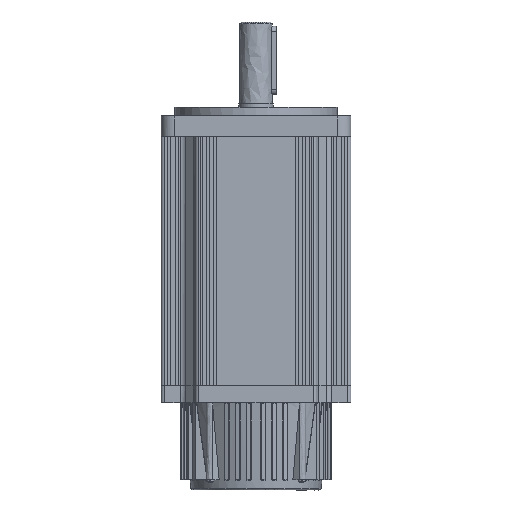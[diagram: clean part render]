
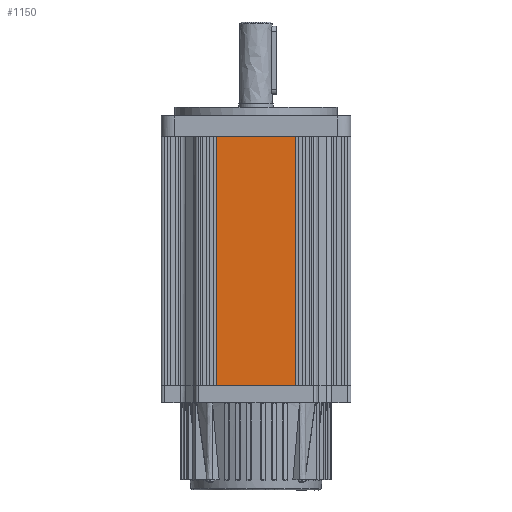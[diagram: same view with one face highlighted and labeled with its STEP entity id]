
A CAD part, front view. The second image highlights one B-rep face of the part: STEP entity #1150.
In plain terms, the highlighted free-form (B-spline) face has degree [1, 1] with [2, 2] control points.
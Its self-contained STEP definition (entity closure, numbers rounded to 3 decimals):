
#1150 = ADVANCED_FACE('',(#1151),#1181,.F.);
#1151 = FACE_BOUND('',#1152,.T.);
#1152 = EDGE_LOOP('',(#1153,#1162,#1169,#1176));
#1153 = ORIENTED_EDGE('',*,*,#1154,.T.);
#1154 = EDGE_CURVE('',#1155,#1157,#1159,.T.);
#1155 = VERTEX_POINT('',#1156);
#1156 = CARTESIAN_POINT('',(33.874,-80.601,
    -97.127));
#1157 = VERTEX_POINT('',#1158);
#1158 = CARTESIAN_POINT('',(-33.874,-80.601,
    -97.127));
#1159 = B_SPLINE_CURVE_WITH_KNOTS('',1,(#1160,#1161),.UNSPECIFIED.,.F.,
  .F.,(2,2),(32.233,78.967),.PIECEWISE_BEZIER_KNOTS.);
#1160 = CARTESIAN_POINT('',(33.874,-80.601,
    -97.127));
#1161 = CARTESIAN_POINT('',(-33.874,-80.601,
    -97.127));
#1162 = ORIENTED_EDGE('',*,*,#1163,.T.);
#1163 = EDGE_CURVE('',#1157,#1164,#1166,.T.);
#1164 = VERTEX_POINT('',#1165);
#1165 = CARTESIAN_POINT('',(-33.874,-80.601,
    -308.836));
#1166 = B_SPLINE_CURVE_WITH_KNOTS('',1,(#1167,#1168),.UNSPECIFIED.,.F.,
  .F.,(2,2),(67.,213.04),.PIECEWISE_BEZIER_KNOTS.);
#1167 = CARTESIAN_POINT('',(-33.874,-80.601,
    -97.127));
#1168 = CARTESIAN_POINT('',(-33.874,-80.601,
    -308.836));
#1169 = ORIENTED_EDGE('',*,*,#1170,.F.);
#1170 = EDGE_CURVE('',#1171,#1164,#1173,.T.);
#1171 = VERTEX_POINT('',#1172);
#1172 = CARTESIAN_POINT('',(33.874,-80.601,
    -308.836));
#1173 = B_SPLINE_CURVE_WITH_KNOTS('',1,(#1174,#1175),.UNSPECIFIED.,.F.,
  .F.,(2,2),(32.233,78.967),.PIECEWISE_BEZIER_KNOTS.);
#1174 = CARTESIAN_POINT('',(33.874,-80.601,
    -308.836));
#1175 = CARTESIAN_POINT('',(-33.874,-80.601,
    -308.836));
#1176 = ORIENTED_EDGE('',*,*,#1177,.F.);
#1177 = EDGE_CURVE('',#1155,#1171,#1178,.T.);
#1178 = B_SPLINE_CURVE_WITH_KNOTS('',1,(#1179,#1180),.UNSPECIFIED.,.F.,
  .F.,(2,2),(67.,213.04),.PIECEWISE_BEZIER_KNOTS.);
#1179 = CARTESIAN_POINT('',(33.874,-80.601,
    -97.127));
#1180 = CARTESIAN_POINT('',(33.874,-80.601,
    -308.836));
#1181 = B_SPLINE_SURFACE_WITH_KNOTS('',1,1,(
    (#1182,#1183)
    ,(#1184,#1185
  )),.UNSPECIFIED.,.F.,.F.,.F.,(2,2),(2,2),(-213.04,-67.),(
    -78.967,-32.233),.PIECEWISE_BEZIER_KNOTS.);
#1182 = CARTESIAN_POINT('',(-33.874,-80.601,
    -308.836));
#1183 = CARTESIAN_POINT('',(33.874,-80.601,
    -308.836));
#1184 = CARTESIAN_POINT('',(-33.874,-80.601,
    -97.127));
#1185 = CARTESIAN_POINT('',(33.874,-80.601,
    -97.127));
